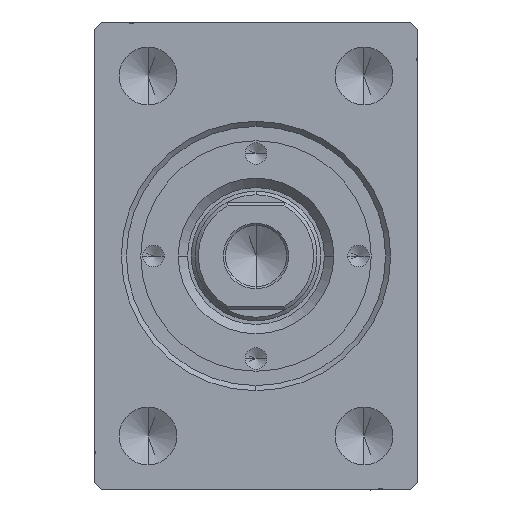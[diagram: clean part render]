
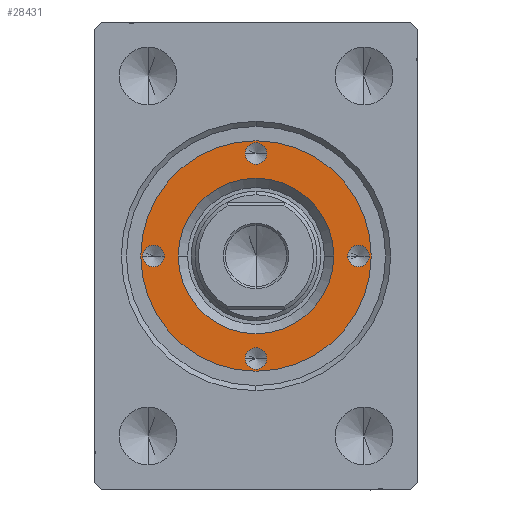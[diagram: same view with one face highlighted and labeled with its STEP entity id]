
A CAD part, left-side view. The second image highlights one B-rep face of the part: STEP entity #28431.
In plain terms, the highlighted face is planar.
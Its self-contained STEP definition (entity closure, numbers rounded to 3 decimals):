
#60 = CIRCLE ( 'NONE', #2198, 16. ) ;
#66 = DIRECTION ( 'NONE',  ( 0., 0., 1. ) ) ;
#363 = ORIENTED_EDGE ( 'NONE', *, *, #22252, .F. ) ;
#1570 = CIRCLE ( 'NONE', #20827, 1.5 ) ;
#1688 = CARTESIAN_POINT ( 'NONE',  ( 16., 0., 7. ) ) ;
#1965 = AXIS2_PLACEMENT_3D ( 'NONE', #20206, #9290, #16647 ) ;
#2198 = AXIS2_PLACEMENT_3D ( 'NONE', #34920, #18409, #17538 ) ;
#2672 = CARTESIAN_POINT ( 'NONE',  ( 0., 14.25, 7. ) ) ;
#3939 = FACE_BOUND ( 'NONE', #35353, .T. ) ;
#4265 = DIRECTION ( 'NONE',  ( 0., 0., 1. ) ) ;
#4357 = CIRCLE ( 'NONE', #15122, 1.5 ) ;
#4776 = EDGE_CURVE ( 'NONE', #24440, #36619, #9265, .T. ) ;
#4856 = VERTEX_POINT ( 'NONE', #1688 ) ;
#5654 = VERTEX_POINT ( 'NONE', #21285 ) ;
#5807 = CARTESIAN_POINT ( 'NONE',  ( 0., -14.25, 7. ) ) ;
#6186 = CARTESIAN_POINT ( 'NONE',  ( 15.75, 0., 7. ) ) ;
#6492 = CARTESIAN_POINT ( 'NONE',  ( 14.25, 0., 7. ) ) ;
#7211 = ORIENTED_EDGE ( 'NONE', *, *, #44154, .T. ) ;
#7298 = FACE_BOUND ( 'NONE', #26070, .T. ) ;
#7462 = DIRECTION ( 'NONE',  ( 1., 0., 0. ) ) ;
#8605 = CARTESIAN_POINT ( 'NONE',  ( -12.75, 0., 7. ) ) ;
#8625 = AXIS2_PLACEMENT_3D ( 'NONE', #5807, #39687, #18964 ) ;
#8658 = DIRECTION ( 'NONE',  ( 1., 0., 0. ) ) ;
#9235 = EDGE_LOOP ( 'NONE', ( #12684, #11781 ) ) ;
#9265 = CIRCLE ( 'NONE', #19923, 10.8 ) ;
#9290 = DIRECTION ( 'NONE',  ( 0., 0., 1. ) ) ;
#10716 = AXIS2_PLACEMENT_3D ( 'NONE', #15647, #42838, #12325 ) ;
#11142 = VERTEX_POINT ( 'NONE', #20144 ) ;
#11781 = ORIENTED_EDGE ( 'NONE', *, *, #13220, .F. ) ;
#12325 = DIRECTION ( 'NONE',  ( 1., 0., 0. ) ) ;
#12684 = ORIENTED_EDGE ( 'NONE', *, *, #37809, .F. ) ;
#12686 = DIRECTION ( 'NONE',  ( 0., 0., -1. ) ) ;
#12985 = DIRECTION ( 'NONE',  ( 0., 0., 1. ) ) ;
#13171 = EDGE_LOOP ( 'NONE', ( #21600, #7211 ) ) ;
#13220 = EDGE_CURVE ( 'NONE', #31118, #42787, #35021, .T. ) ;
#14058 = CARTESIAN_POINT ( 'NONE',  ( 1.5, -14.25, 7. ) ) ;
#14774 = EDGE_CURVE ( 'NONE', #24755, #38859, #19381, .T. ) ;
#15122 = AXIS2_PLACEMENT_3D ( 'NONE', #34389, #30370, #43964 ) ;
#15587 = AXIS2_PLACEMENT_3D ( 'NONE', #32284, #18906, #8658 ) ;
#15647 = CARTESIAN_POINT ( 'NONE',  ( 0., 0., 7. ) ) ;
#15854 = DIRECTION ( 'NONE',  ( 1., 0., 0. ) ) ;
#16647 = DIRECTION ( 'NONE',  ( 1., 0., 0. ) ) ;
#17347 = PLANE ( 'NONE',  #29102 ) ;
#17538 = DIRECTION ( 'NONE',  ( 1., 0., 0. ) ) ;
#17559 = FACE_BOUND ( 'NONE', #27446, .T. ) ;
#17681 = CIRCLE ( 'NONE', #1965, 1.5 ) ;
#17820 = ORIENTED_EDGE ( 'NONE', *, *, #37668, .F. ) ;
#18072 = CIRCLE ( 'NONE', #18753, 10.8 ) ;
#18409 = DIRECTION ( 'NONE',  ( 0., 0., 1. ) ) ;
#18567 = ORIENTED_EDGE ( 'NONE', *, *, #31262, .T. ) ;
#18753 = AXIS2_PLACEMENT_3D ( 'NONE', #22874, #39809, #35816 ) ;
#18906 = DIRECTION ( 'NONE',  ( 0., 0., 1. ) ) ;
#18964 = DIRECTION ( 'NONE',  ( 1., 0., 0. ) ) ;
#19381 = CIRCLE ( 'NONE', #30039, 1.5 ) ;
#19923 = AXIS2_PLACEMENT_3D ( 'NONE', #43424, #12686, #40100 ) ;
#20144 = CARTESIAN_POINT ( 'NONE',  ( 1.5, 14.25, 7. ) ) ;
#20206 = CARTESIAN_POINT ( 'NONE',  ( -14.25, 0., 7. ) ) ;
#20827 = AXIS2_PLACEMENT_3D ( 'NONE', #2672, #43923, #15854 ) ;
#20856 = EDGE_CURVE ( 'NONE', #22531, #27691, #28972, .T. ) ;
#21285 = CARTESIAN_POINT ( 'NONE',  ( -16., 0., 7. ) ) ;
#21600 = ORIENTED_EDGE ( 'NONE', *, *, #4776, .T. ) ;
#22252 = EDGE_CURVE ( 'NONE', #38859, #24755, #17681, .T. ) ;
#22531 = VERTEX_POINT ( 'NONE', #36863 ) ;
#22874 = CARTESIAN_POINT ( 'NONE',  ( 0., 0., 7. ) ) ;
#22911 = AXIS2_PLACEMENT_3D ( 'NONE', #41110, #66, #7462 ) ;
#23789 = CARTESIAN_POINT ( 'NONE',  ( 0., 0., 7. ) ) ;
#24272 = ORIENTED_EDGE ( 'NONE', *, *, #20856, .F. ) ;
#24440 = VERTEX_POINT ( 'NONE', #30908 ) ;
#24450 = DIRECTION ( 'NONE',  ( 1., 0., 0. ) ) ;
#24556 = CARTESIAN_POINT ( 'NONE',  ( -14.25, 0., 7. ) ) ;
#24755 = VERTEX_POINT ( 'NONE', #34401 ) ;
#24949 = ORIENTED_EDGE ( 'NONE', *, *, #41937, .F. ) ;
#25625 = VERTEX_POINT ( 'NONE', #42181 ) ;
#26070 = EDGE_LOOP ( 'NONE', ( #24949, #40513 ) ) ;
#26506 = CIRCLE ( 'NONE', #8625, 1.5 ) ;
#27244 = DIRECTION ( 'NONE',  ( 1., 0., 0. ) ) ;
#27446 = EDGE_LOOP ( 'NONE', ( #17820, #24272 ) ) ;
#27691 = VERTEX_POINT ( 'NONE', #6186 ) ;
#28291 = EDGE_CURVE ( 'NONE', #25625, #11142, #41914, .T. ) ;
#28431 = ADVANCED_FACE ( 'NONE', ( #3939, #7298, #17559, #33831, #30923, #40954 ), #17347, .T. ) ;
#28972 = CIRCLE ( 'NONE', #40385, 1.5 ) ;
#29102 = AXIS2_PLACEMENT_3D ( 'NONE', #23789, #31139, #24450 ) ;
#30039 = AXIS2_PLACEMENT_3D ( 'NONE', #24556, #4265, #27244 ) ;
#30370 = DIRECTION ( 'NONE',  ( 0., 0., 1. ) ) ;
#30566 = DIRECTION ( 'NONE',  ( 1., 0., 0. ) ) ;
#30908 = CARTESIAN_POINT ( 'NONE',  ( 10.8, 0., 7. ) ) ;
#30923 = FACE_BOUND ( 'NONE', #13171, .T. ) ;
#31118 = VERTEX_POINT ( 'NONE', #41756 ) ;
#31139 = DIRECTION ( 'NONE',  ( 0., 0., 1. ) ) ;
#31262 = EDGE_CURVE ( 'NONE', #4856, #5654, #31352, .T. ) ;
#31352 = CIRCLE ( 'NONE', #10716, 16. ) ;
#32284 = CARTESIAN_POINT ( 'NONE',  ( 0., 14.25, 7. ) ) ;
#33493 = CARTESIAN_POINT ( 'NONE',  ( -10.8, 0., 7. ) ) ;
#33831 = FACE_BOUND ( 'NONE', #9235, .T. ) ;
#33943 = EDGE_CURVE ( 'NONE', #5654, #4856, #60, .T. ) ;
#34389 = CARTESIAN_POINT ( 'NONE',  ( 14.25, 0., 7. ) ) ;
#34401 = CARTESIAN_POINT ( 'NONE',  ( -15.75, 0., 7. ) ) ;
#34920 = CARTESIAN_POINT ( 'NONE',  ( 0., 0., 7. ) ) ;
#35021 = CIRCLE ( 'NONE', #22911, 1.5 ) ;
#35314 = ORIENTED_EDGE ( 'NONE', *, *, #33943, .T. ) ;
#35353 = EDGE_LOOP ( 'NONE', ( #363, #40348 ) ) ;
#35816 = DIRECTION ( 'NONE',  ( 1., 0., 0. ) ) ;
#36619 = VERTEX_POINT ( 'NONE', #33493 ) ;
#36863 = CARTESIAN_POINT ( 'NONE',  ( 12.75, 0., 7. ) ) ;
#37668 = EDGE_CURVE ( 'NONE', #27691, #22531, #4357, .T. ) ;
#37809 = EDGE_CURVE ( 'NONE', #42787, #31118, #26506, .T. ) ;
#38859 = VERTEX_POINT ( 'NONE', #8605 ) ;
#39687 = DIRECTION ( 'NONE',  ( 0., 0., 1. ) ) ;
#39809 = DIRECTION ( 'NONE',  ( 0., 0., -1. ) ) ;
#40100 = DIRECTION ( 'NONE',  ( 1., 0., 0. ) ) ;
#40348 = ORIENTED_EDGE ( 'NONE', *, *, #14774, .F. ) ;
#40385 = AXIS2_PLACEMENT_3D ( 'NONE', #6492, #12985, #30566 ) ;
#40513 = ORIENTED_EDGE ( 'NONE', *, *, #28291, .F. ) ;
#40954 = FACE_OUTER_BOUND ( 'NONE', #41941, .T. ) ;
#41110 = CARTESIAN_POINT ( 'NONE',  ( 0., -14.25, 7. ) ) ;
#41756 = CARTESIAN_POINT ( 'NONE',  ( -1.5, -14.25, 7. ) ) ;
#41914 = CIRCLE ( 'NONE', #15587, 1.5 ) ;
#41937 = EDGE_CURVE ( 'NONE', #11142, #25625, #1570, .T. ) ;
#41941 = EDGE_LOOP ( 'NONE', ( #35314, #18567 ) ) ;
#42181 = CARTESIAN_POINT ( 'NONE',  ( -1.5, 14.25, 7. ) ) ;
#42787 = VERTEX_POINT ( 'NONE', #14058 ) ;
#42838 = DIRECTION ( 'NONE',  ( 0., 0., 1. ) ) ;
#43424 = CARTESIAN_POINT ( 'NONE',  ( 0., 0., 7. ) ) ;
#43923 = DIRECTION ( 'NONE',  ( 0., 0., 1. ) ) ;
#43964 = DIRECTION ( 'NONE',  ( 1., 0., 0. ) ) ;
#44154 = EDGE_CURVE ( 'NONE', #36619, #24440, #18072, .T. ) ;
